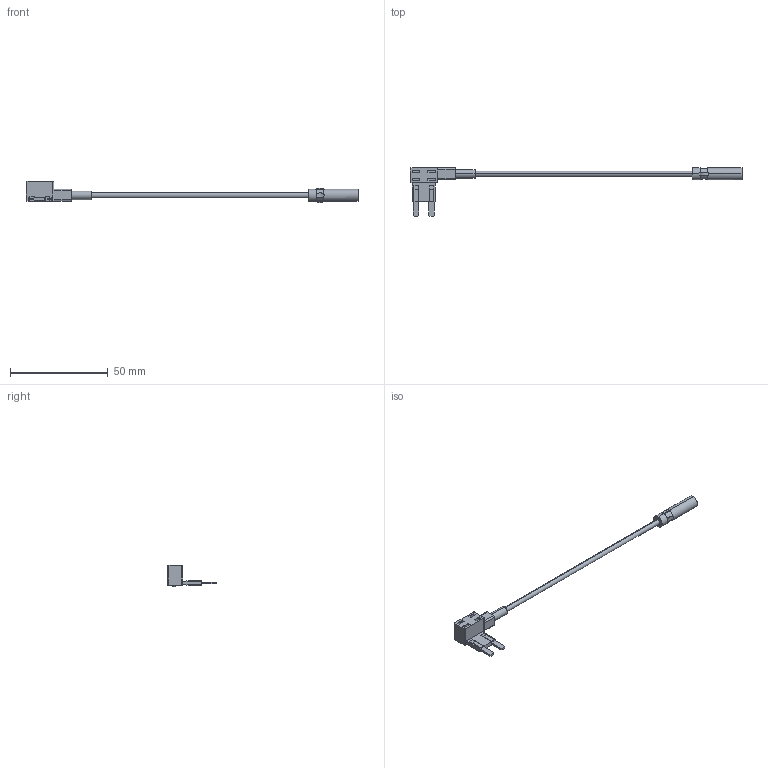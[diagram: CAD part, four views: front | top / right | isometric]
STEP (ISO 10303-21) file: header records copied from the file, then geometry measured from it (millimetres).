
FILE_DESCRIPTION (( 'STEP AP214' ), '1' );
FILE_NAME ('BF-357S.STEP', '2022-12-30T02:52:02', ( '' ), ( '' ), 'SwSTEP 2.0', 'SolidWorks 2021', '' );
FILE_SCHEMA (( 'AUTOMOTIVE_DESIGN' ));
Length unit declared in the file: millimetre
Products named in the file (1): BF-357S
Bounding box: 169.7 x 24.7 x 10.83 mm (x, y, z)
Volume: 3154.7 mm3; surface area: 3029.5 mm2
Topology: 5 solids, 5 shells, 125 faces, 303 edges, 194 vertices
Faces by surface type: plane 100, cylinder 25
Entity records: 3753 total; most frequent: CARTESIAN_POINT 746, ORIENTED_EDGE 606, DIRECTION 587, EDGE_CURVE 303, VECTOR 237, LINE 237, VERTEX_POINT 194, AXIS2_PLACEMENT_3D 175
